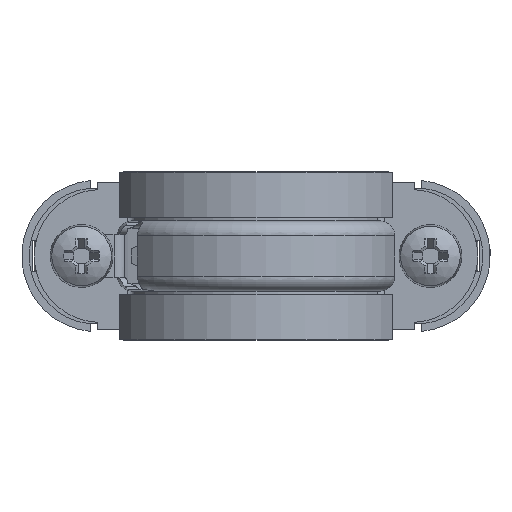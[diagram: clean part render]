
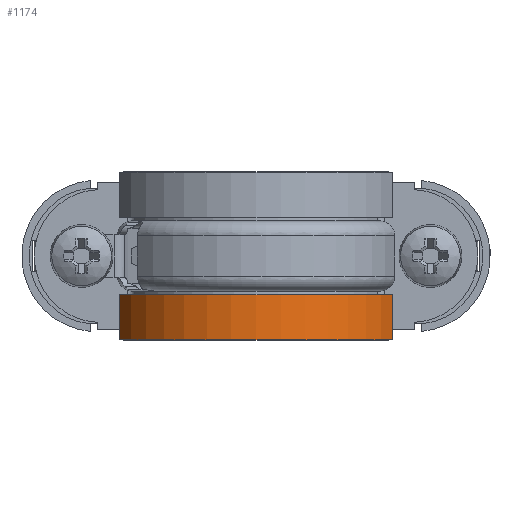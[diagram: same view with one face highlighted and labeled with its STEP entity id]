
A CAD part, front view. The second image highlights one B-rep face of the part: STEP entity #1174.
In plain terms, the highlighted cylindrical face has radius 20.05 mm (diameter 40.1 mm), a partial arc.
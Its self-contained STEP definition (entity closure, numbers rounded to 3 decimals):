
#1116=CARTESIAN_POINT('',(-18.524,-7.673,-5.219));
#1117=VERTEX_POINT('',#1116);
#1124=CARTESIAN_POINT('',(18.524,-7.673,-5.219));
#1125=VERTEX_POINT('',#1124);
#1126=CARTESIAN_POINT('',(0.0,0.0,-5.219));
#1127=DIRECTION('',(0.0,0.0,-1.0));
#1128=DIRECTION('',(0.924,-0.383,0.0));
#1129=AXIS2_PLACEMENT_3D('',#1126,#1127,#1128);
#1130=CIRCLE('',#1129,20.05);
#1131=EDGE_CURVE('',#1125,#1117,#1130,.T.);
#1143=CARTESIAN_POINT('',(0.0,0.0,-8.269));
#1144=DIRECTION('',(0.0,0.0,-1.0));
#1145=DIRECTION('',(0.924,-0.383,0.0));
#1146=AXIS2_PLACEMENT_3D('',#1143,#1144,#1145);
#1147=CYLINDRICAL_SURFACE('',#1146,20.05);
#1148=CARTESIAN_POINT('',(-18.524,-7.673,-11.319));
#1149=VERTEX_POINT('',#1148);
#1150=CARTESIAN_POINT('',(-18.524,-7.673,-5.219));
#1151=DIRECTION('',(0.0,0.0,-1.0));
#1152=VECTOR('',#1151,6.1);
#1153=LINE('',#1150,#1152);
#1154=EDGE_CURVE('',#1117,#1149,#1153,.T.);
#1155=ORIENTED_EDGE('',*,*,#1154,.T.);
#1156=CARTESIAN_POINT('',(18.524,-7.673,-11.319));
#1157=VERTEX_POINT('',#1156);
#1158=CARTESIAN_POINT('',(0.0,0.0,-11.319));
#1159=DIRECTION('',(0.0,0.0,-1.0));
#1160=DIRECTION('',(0.924,-0.383,0.0));
#1161=AXIS2_PLACEMENT_3D('',#1158,#1159,#1160);
#1162=CIRCLE('',#1161,20.05);
#1163=EDGE_CURVE('',#1157,#1149,#1162,.T.);
#1164=ORIENTED_EDGE('',*,*,#1163,.F.);
#1165=CARTESIAN_POINT('',(18.524,-7.673,-11.319));
#1166=DIRECTION('',(0.0,0.0,1.0));
#1167=VECTOR('',#1166,6.1);
#1168=LINE('',#1165,#1167);
#1169=EDGE_CURVE('',#1157,#1125,#1168,.T.);
#1170=ORIENTED_EDGE('',*,*,#1169,.T.);
#1171=ORIENTED_EDGE('',*,*,#1131,.T.);
#1172=EDGE_LOOP('',(#1155,#1164,#1170,#1171));
#1173=FACE_OUTER_BOUND('',#1172,.T.);
#1174=ADVANCED_FACE('',(#1173),#1147,.T.);
